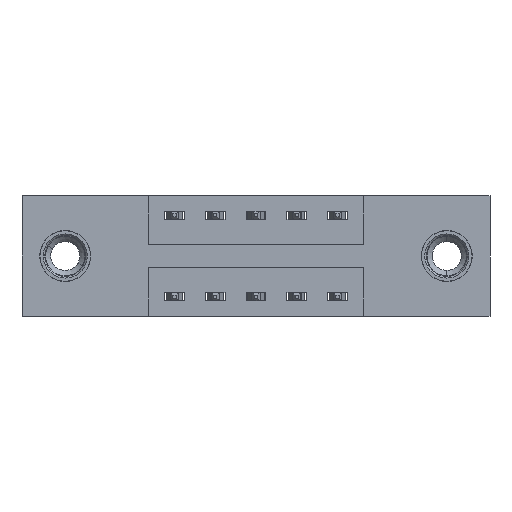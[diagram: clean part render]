
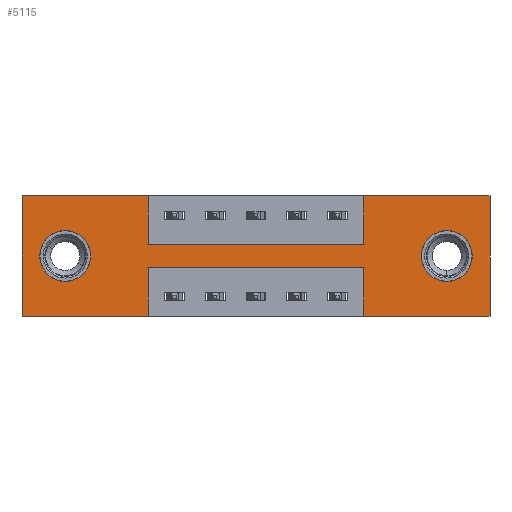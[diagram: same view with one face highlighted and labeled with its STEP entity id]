
A CAD part, front view. The second image highlights one B-rep face of the part: STEP entity #5115.
In plain terms, the highlighted planar face has unit normal (0, -1, 0).
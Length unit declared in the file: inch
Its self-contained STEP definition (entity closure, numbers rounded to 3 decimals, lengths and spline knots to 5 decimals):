
#125 = VECTOR ( 'NONE', #2352, 39.37008 ) ;
#134 = ORIENTED_EDGE ( 'NONE', *, *, #6978, .F. ) ;
#135 = EDGE_LOOP ( 'NONE', ( #3025, #6229 ) ) ;
#169 = LINE ( 'NONE', #775, #6850 ) ;
#239 = EDGE_CURVE ( 'NONE', #3795, #8411, #3842, .T. ) ;
#362 = CARTESIAN_POINT ( 'NONE',  ( 0., 0., 0. ) ) ;
#546 = VECTOR ( 'NONE', #6769, 39.37008 ) ;
#634 = ORIENTED_EDGE ( 'NONE', *, *, #3751, .F. ) ;
#737 = EDGE_CURVE ( 'NONE', #8492, #3206, #3860, .T. ) ;
#775 = CARTESIAN_POINT ( 'NONE',  ( 0., 0., 0. ) ) ;
#900 = FACE_BOUND ( 'NONE', #135, .T. ) ;
#1110 = AXIS2_PLACEMENT_3D ( 'NONE', #9366, #1266, #6397 ) ;
#1147 = AXIS2_PLACEMENT_3D ( 'NONE', #5707, #6728, #2026 ) ;
#1266 = DIRECTION ( 'NONE',  ( 0., 1., 0. ) ) ;
#1478 = ORIENTED_EDGE ( 'NONE', *, *, #7035, .F. ) ;
#1584 = ORIENTED_EDGE ( 'NONE', *, *, #7823, .F. ) ;
#1632 = EDGE_CURVE ( 'NONE', #4439, #7296, #4490, .T. ) ;
#1796 = CARTESIAN_POINT ( 'NONE',  ( 1.435, 0., 0. ) ) ;
#1807 = VERTEX_POINT ( 'NONE', #5179 ) ;
#1889 = LINE ( 'NONE', #1796, #5105 ) ;
#1994 = CARTESIAN_POINT ( 'NONE',  ( 1.435, 0., -0.37 ) ) ;
#2026 = DIRECTION ( 'NONE',  ( 0., 0., -1. ) ) ;
#2063 = LINE ( 'NONE', #5271, #4947 ) ;
#2176 = VERTEX_POINT ( 'NONE', #6285 ) ;
#2247 = DIRECTION ( 'NONE',  ( 0., -1., 0. ) ) ;
#2317 = ORIENTED_EDGE ( 'NONE', *, *, #1632, .F. ) ;
#2352 = DIRECTION ( 'NONE',  ( 0., 0., 1. ) ) ;
#2354 = VECTOR ( 'NONE', #5133, 39.37008 ) ;
#2430 = EDGE_LOOP ( 'NONE', ( #1584, #2715, #634, #5563, #7061, #1478, #2317, #7168, #5044, #4595, #4353, #134 ) ) ;
#2715 = ORIENTED_EDGE ( 'NONE', *, *, #239, .F. ) ;
#2751 = DIRECTION ( 'NONE',  ( 0., 0., 1. ) ) ;
#2764 = VECTOR ( 'NONE', #5591, 39.37008 ) ;
#2849 = DIRECTION ( 'NONE',  ( 0., 0., -1. ) ) ;
#2987 = EDGE_CURVE ( 'NONE', #3404, #5972, #4394, .T. ) ;
#2989 = VERTEX_POINT ( 'NONE', #9292 ) ;
#3025 = ORIENTED_EDGE ( 'NONE', *, *, #6263, .T. ) ;
#3057 = CARTESIAN_POINT ( 'NONE',  ( 0.3875, 0., -0.15 ) ) ;
#3206 = VERTEX_POINT ( 'NONE', #5737 ) ;
#3234 = DIRECTION ( 'NONE',  ( -1., 0., 0. ) ) ;
#3364 = EDGE_CURVE ( 'NONE', #4228, #3848, #2063, .T. ) ;
#3404 = VERTEX_POINT ( 'NONE', #8297 ) ;
#3577 = EDGE_CURVE ( 'NONE', #5972, #3404, #4463, .T. ) ;
#3626 = AXIS2_PLACEMENT_3D ( 'NONE', #7194, #5651, #2751 ) ;
#3751 = EDGE_CURVE ( 'NONE', #3206, #3795, #6198, .T. ) ;
#3795 = VERTEX_POINT ( 'NONE', #9195 ) ;
#3816 = DIRECTION ( 'NONE',  ( 0., 0., -1. ) ) ;
#3842 = LINE ( 'NONE', #7295, #2354 ) ;
#3848 = VERTEX_POINT ( 'NONE', #362 ) ;
#3860 = LINE ( 'NONE', #7224, #5264 ) ;
#4091 = CARTESIAN_POINT ( 'NONE',  ( 0.3875, 0., -0.37 ) ) ;
#4093 = LINE ( 'NONE', #6704, #546 ) ;
#4114 = ORIENTED_EDGE ( 'NONE', *, *, #2987, .T. ) ;
#4228 = VERTEX_POINT ( 'NONE', #4333 ) ;
#4315 = EDGE_CURVE ( 'NONE', #1807, #8492, #1889, .T. ) ;
#4333 = CARTESIAN_POINT ( 'NONE',  ( 0., 0., -0.37 ) ) ;
#4336 = VERTEX_POINT ( 'NONE', #7876 ) ;
#4353 = ORIENTED_EDGE ( 'NONE', *, *, #3364, .F. ) ;
#4382 = CIRCLE ( 'NONE', #1110, 0.078 ) ;
#4394 = CIRCLE ( 'NONE', #1147, 0.078 ) ;
#4439 = VERTEX_POINT ( 'NONE', #9021 ) ;
#4463 = CIRCLE ( 'NONE', #6109, 0.078 ) ;
#4490 = LINE ( 'NONE', #6994, #8952 ) ;
#4595 = ORIENTED_EDGE ( 'NONE', *, *, #5069, .F. ) ;
#4630 = EDGE_CURVE ( 'NONE', #6739, #4336, #7123, .T. ) ;
#4792 = FACE_BOUND ( 'NONE', #8983, .T. ) ;
#4841 = CARTESIAN_POINT ( 'NONE',  ( 0.3875, 0., -0.22 ) ) ;
#4865 = LINE ( 'NONE', #7617, #2764 ) ;
#4947 = VECTOR ( 'NONE', #6024, 39.37008 ) ;
#5012 = VECTOR ( 'NONE', #6273, 39.37008 ) ;
#5044 = ORIENTED_EDGE ( 'NONE', *, *, #5380, .F. ) ;
#5069 = EDGE_CURVE ( 'NONE', #3848, #2989, #4093, .T. ) ;
#5100 = DIRECTION ( 'NONE',  ( -1., 0., 0. ) ) ;
#5105 = VECTOR ( 'NONE', #3816, 39.37008 ) ;
#5115 = ADVANCED_FACE ( 'NONE', ( #4792, #900, #5374 ), #5928, .T. ) ;
#5133 = DIRECTION ( 'NONE',  ( -1., 0., 0. ) ) ;
#5179 = CARTESIAN_POINT ( 'NONE',  ( 1.435, 0., 0. ) ) ;
#5264 = VECTOR ( 'NONE', #3234, 39.37008 ) ;
#5271 = CARTESIAN_POINT ( 'NONE',  ( 0., 0., 0. ) ) ;
#5301 = ORIENTED_EDGE ( 'NONE', *, *, #3577, .T. ) ;
#5374 = FACE_OUTER_BOUND ( 'NONE', #2430, .T. ) ;
#5380 = EDGE_CURVE ( 'NONE', #2989, #8642, #6981, .T. ) ;
#5479 = DIRECTION ( 'NONE',  ( 0., 0., -1. ) ) ;
#5563 = ORIENTED_EDGE ( 'NONE', *, *, #737, .F. ) ;
#5591 = DIRECTION ( 'NONE',  ( 1., 0., 0. ) ) ;
#5651 = DIRECTION ( 'NONE',  ( 0., 1., 0. ) ) ;
#5682 = VECTOR ( 'NONE', #5100, 39.37008 ) ;
#5707 = CARTESIAN_POINT ( 'NONE',  ( 1.3025, 0., -0.185 ) ) ;
#5737 = CARTESIAN_POINT ( 'NONE',  ( 1.0475, 0., -0.37 ) ) ;
#5928 = PLANE ( 'NONE',  #8347 ) ;
#5972 = VERTEX_POINT ( 'NONE', #7949 ) ;
#6024 = DIRECTION ( 'NONE',  ( 0., 0., 1. ) ) ;
#6109 = AXIS2_PLACEMENT_3D ( 'NONE', #6404, #9317, #2849 ) ;
#6127 = LINE ( 'NONE', #8016, #5682 ) ;
#6129 = CARTESIAN_POINT ( 'NONE',  ( 0.1325, 0., -0.263 ) ) ;
#6198 = LINE ( 'NONE', #6779, #125 ) ;
#6229 = ORIENTED_EDGE ( 'NONE', *, *, #4630, .T. ) ;
#6263 = EDGE_CURVE ( 'NONE', #4336, #6739, #4382, .T. ) ;
#6273 = DIRECTION ( 'NONE',  ( 0., 0., -1. ) ) ;
#6277 = DIRECTION ( 'NONE',  ( 0., 0., 1. ) ) ;
#6285 = CARTESIAN_POINT ( 'NONE',  ( 0.3875, 0., -0.37 ) ) ;
#6397 = DIRECTION ( 'NONE',  ( 0., 0., 1. ) ) ;
#6404 = CARTESIAN_POINT ( 'NONE',  ( 1.3025, 0., -0.185 ) ) ;
#6670 = CARTESIAN_POINT ( 'NONE',  ( 0., 0., -0.37 ) ) ;
#6704 = CARTESIAN_POINT ( 'NONE',  ( 0., 0., 0. ) ) ;
#6728 = DIRECTION ( 'NONE',  ( 0., 1., 0. ) ) ;
#6739 = VERTEX_POINT ( 'NONE', #6129 ) ;
#6769 = DIRECTION ( 'NONE',  ( 1., 0., 0. ) ) ;
#6779 = CARTESIAN_POINT ( 'NONE',  ( 1.0475, 0., -0.37 ) ) ;
#6850 = VECTOR ( 'NONE', #8155, 39.37008 ) ;
#6978 = EDGE_CURVE ( 'NONE', #2176, #4228, #6127, .T. ) ;
#6981 = LINE ( 'NONE', #8421, #5012 ) ;
#6994 = CARTESIAN_POINT ( 'NONE',  ( 1.0475, 0., 0. ) ) ;
#7035 = EDGE_CURVE ( 'NONE', #7296, #1807, #169, .T. ) ;
#7061 = ORIENTED_EDGE ( 'NONE', *, *, #4315, .F. ) ;
#7123 = CIRCLE ( 'NONE', #3626, 0.078 ) ;
#7168 = ORIENTED_EDGE ( 'NONE', *, *, #8399, .F. ) ;
#7194 = CARTESIAN_POINT ( 'NONE',  ( 0.1325, 0., -0.185 ) ) ;
#7224 = CARTESIAN_POINT ( 'NONE',  ( 0., 0., -0.37 ) ) ;
#7295 = CARTESIAN_POINT ( 'NONE',  ( 0.3875, 0., -0.22 ) ) ;
#7296 = VERTEX_POINT ( 'NONE', #8283 ) ;
#7401 = DIRECTION ( 'NONE',  ( 0., 0., -1. ) ) ;
#7617 = CARTESIAN_POINT ( 'NONE',  ( 0.3875, 0., -0.15 ) ) ;
#7823 = EDGE_CURVE ( 'NONE', #8411, #2176, #8134, .T. ) ;
#7876 = CARTESIAN_POINT ( 'NONE',  ( 0.1325, 0., -0.107 ) ) ;
#7911 = VECTOR ( 'NONE', #5479, 39.37008 ) ;
#7949 = CARTESIAN_POINT ( 'NONE',  ( 1.3025, 0., -0.263 ) ) ;
#8016 = CARTESIAN_POINT ( 'NONE',  ( 0., 0., -0.37 ) ) ;
#8134 = LINE ( 'NONE', #4091, #7911 ) ;
#8155 = DIRECTION ( 'NONE',  ( 1., 0., 0. ) ) ;
#8283 = CARTESIAN_POINT ( 'NONE',  ( 1.0475, 0., 0. ) ) ;
#8297 = CARTESIAN_POINT ( 'NONE',  ( 1.3025, 0., -0.107 ) ) ;
#8347 = AXIS2_PLACEMENT_3D ( 'NONE', #6670, #2247, #7401 ) ;
#8399 = EDGE_CURVE ( 'NONE', #8642, #4439, #4865, .T. ) ;
#8411 = VERTEX_POINT ( 'NONE', #4841 ) ;
#8421 = CARTESIAN_POINT ( 'NONE',  ( 0.3875, 0., 0. ) ) ;
#8492 = VERTEX_POINT ( 'NONE', #1994 ) ;
#8642 = VERTEX_POINT ( 'NONE', #3057 ) ;
#8952 = VECTOR ( 'NONE', #6277, 39.37008 ) ;
#8983 = EDGE_LOOP ( 'NONE', ( #4114, #5301 ) ) ;
#9021 = CARTESIAN_POINT ( 'NONE',  ( 1.0475, 0., -0.15 ) ) ;
#9195 = CARTESIAN_POINT ( 'NONE',  ( 1.0475, 0., -0.22 ) ) ;
#9292 = CARTESIAN_POINT ( 'NONE',  ( 0.3875, 0., 0. ) ) ;
#9317 = DIRECTION ( 'NONE',  ( 0., 1., 0. ) ) ;
#9366 = CARTESIAN_POINT ( 'NONE',  ( 0.1325, 0., -0.185 ) ) ;
